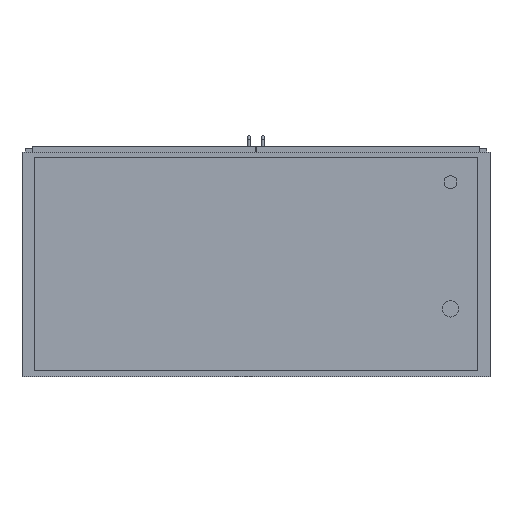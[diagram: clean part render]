
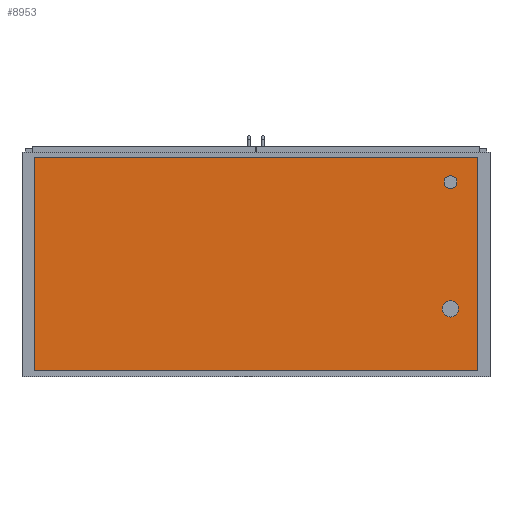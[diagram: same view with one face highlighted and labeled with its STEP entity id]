
A CAD part, front view. The second image highlights one B-rep face of the part: STEP entity #8953.
In plain terms, the highlighted planar face has unit normal (0, -1, 0).
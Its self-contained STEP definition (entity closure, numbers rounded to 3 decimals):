
#89=FACE_BOUND('',#955,.T.);
#90=FACE_BOUND('',#956,.T.);
#109=CIRCLE('',#9559,20.);
#111=CIRCLE('',#9563,25.);
#401=FACE_OUTER_BOUND('',#954,.T.);
#954=EDGE_LOOP('',(#6057,#6058,#6059,#6060));
#955=EDGE_LOOP('',(#6061));
#956=EDGE_LOOP('',(#6062));
#1562=LINE('',#12932,#2698);
#1564=LINE('',#12936,#2700);
#1566=LINE('',#12940,#2702);
#1568=LINE('',#12943,#2704);
#2698=VECTOR('',#10391,10.);
#2700=VECTOR('',#10395,10.);
#2702=VECTOR('',#10399,10.);
#2704=VECTOR('',#10403,10.);
#3788=VERTEX_POINT('',#12858);
#3790=VERTEX_POINT('',#12865);
#3811=VERTEX_POINT('',#12929);
#3812=VERTEX_POINT('',#12931);
#3813=VERTEX_POINT('',#12935);
#3814=VERTEX_POINT('',#12939);
#4653=EDGE_CURVE('',#3788,#3788,#109,.T.);
#4656=EDGE_CURVE('',#3790,#3790,#111,.T.);
#4686=EDGE_CURVE('',#3812,#3811,#1562,.T.);
#4688=EDGE_CURVE('',#3813,#3812,#1564,.T.);
#4690=EDGE_CURVE('',#3814,#3813,#1566,.T.);
#4692=EDGE_CURVE('',#3811,#3814,#1568,.T.);
#6057=ORIENTED_EDGE('',*,*,#4692,.T.);
#6058=ORIENTED_EDGE('',*,*,#4690,.T.);
#6059=ORIENTED_EDGE('',*,*,#4688,.T.);
#6060=ORIENTED_EDGE('',*,*,#4686,.T.);
#6061=ORIENTED_EDGE('',*,*,#4653,.T.);
#6062=ORIENTED_EDGE('',*,*,#4656,.T.);
#8480=PLANE('',#9580);
#8953=ADVANCED_FACE('',(#401,#89,#90),#8480,.T.);
#9559=AXIS2_PLACEMENT_3D('',#12860,#10325,#10326);
#9563=AXIS2_PLACEMENT_3D('',#12867,#10334,#10335);
#9580=AXIS2_PLACEMENT_3D('',#12944,#10404,#10405);
#10325=DIRECTION('center_axis',(0.,1.,0.));
#10326=DIRECTION('ref_axis',(1.,0.,0.));
#10334=DIRECTION('center_axis',(0.,1.,0.));
#10335=DIRECTION('ref_axis',(1.,0.,0.));
#10391=DIRECTION('',(-1.,0.,0.));
#10395=DIRECTION('',(0.,0.,1.));
#10399=DIRECTION('',(1.,0.,0.));
#10403=DIRECTION('',(0.,0.,-1.));
#10404=DIRECTION('center_axis',(0.,-1.,0.));
#10405=DIRECTION('ref_axis',(0.,0.,-1.));
#12858=CARTESIAN_POINT('',(582.5,-370.,255.));
#12860=CARTESIAN_POINT('Origin',(602.5,-370.,255.));
#12865=CARTESIAN_POINT('',(577.5,-370.,-138.));
#12867=CARTESIAN_POINT('Origin',(602.5,-370.,-138.));
#12929=CARTESIAN_POINT('',(-687.5,-370.,330.));
#12931=CARTESIAN_POINT('',(687.5,-370.,330.));
#12932=CARTESIAN_POINT('',(-687.5,-370.,330.));
#12935=CARTESIAN_POINT('',(687.5,-370.,-330.));
#12936=CARTESIAN_POINT('',(687.5,-370.,330.));
#12939=CARTESIAN_POINT('',(-687.5,-370.,-330.));
#12940=CARTESIAN_POINT('',(687.5,-370.,-330.));
#12943=CARTESIAN_POINT('',(-687.5,-370.,-330.));
#12944=CARTESIAN_POINT('Origin',(0.,-370.,0.));
